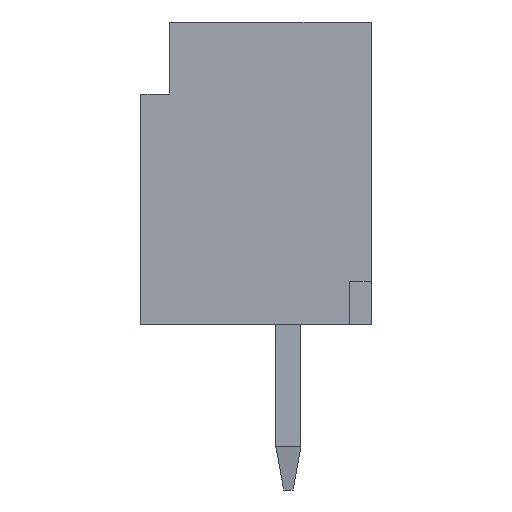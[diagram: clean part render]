
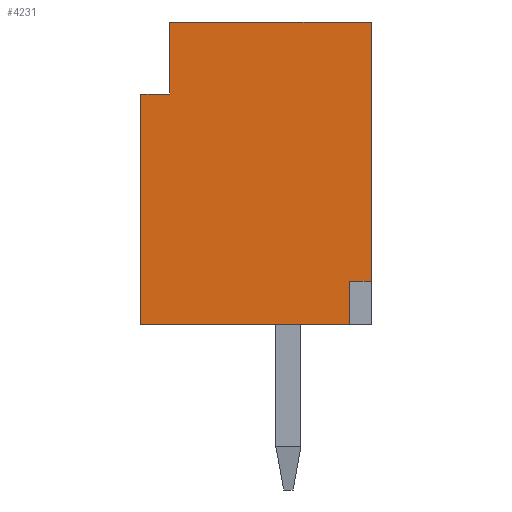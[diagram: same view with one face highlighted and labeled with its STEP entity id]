
A CAD part, left-side view. The second image highlights one B-rep face of the part: STEP entity #4231.
In plain terms, the highlighted planar face has unit normal (-1, 0, 0).
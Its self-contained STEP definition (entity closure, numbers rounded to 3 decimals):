
#111 = PLANE('',#112);
#112 = AXIS2_PLACEMENT_3D('',#113,#114,#115);
#113 = CARTESIAN_POINT('',(6.5,-1.15,0.));
#114 = DIRECTION('',(0.,-1.,0.));
#115 = DIRECTION('',(0.,0.,1.));
#139 = PLANE('',#140);
#140 = AXIS2_PLACEMENT_3D('',#141,#142,#143);
#141 = CARTESIAN_POINT('',(6.5,-1.15,4.2));
#142 = DIRECTION('',(0.,0.,1.));
#143 = DIRECTION('',(0.,1.,0.));
#223 = PLANE('',#224);
#224 = AXIS2_PLACEMENT_3D('',#225,#226,#227);
#225 = CARTESIAN_POINT('',(6.5,2.05,4.2));
#226 = DIRECTION('',(0.,1.,0.));
#227 = DIRECTION('',(0.,0.,-1.));
#883 = PLANE('',#884);
#884 = AXIS2_PLACEMENT_3D('',#885,#886,#887);
#885 = CARTESIAN_POINT('',(6.5,2.05,0.));
#886 = DIRECTION('',(0.,0.,-1.));
#887 = DIRECTION('',(0.,-1.,0.));
#924 = VERTEX_POINT('',#925);
#925 = CARTESIAN_POINT('',(-1.5,-1.15,0.6));
#939 = PLANE('',#940);
#940 = AXIS2_PLACEMENT_3D('',#941,#942,#943);
#941 = CARTESIAN_POINT('',(-0.925,-1.15,0.6));
#942 = DIRECTION('',(0.,0.,1.));
#943 = DIRECTION('',(-1.,0.,0.));
#951 = EDGE_CURVE('',#924,#952,#954,.T.);
#952 = VERTEX_POINT('',#953);
#953 = CARTESIAN_POINT('',(-1.5,-1.15,4.2));
#954 = SURFACE_CURVE('',#955,(#959,#966),.PCURVE_S1.);
#955 = LINE('',#956,#957);
#956 = CARTESIAN_POINT('',(-1.5,-1.15,0.6));
#957 = VECTOR('',#958,1.);
#958 = DIRECTION('',(0.,0.,1.));
#959 = PCURVE('',#111,#960);
#960 = DEFINITIONAL_REPRESENTATION('',(#961),#965);
#961 = LINE('',#962,#963);
#962 = CARTESIAN_POINT('',(0.6,8.));
#963 = VECTOR('',#964,1.);
#964 = DIRECTION('',(1.,0.));
#965 = ( GEOMETRIC_REPRESENTATION_CONTEXT(2) 
PARAMETRIC_REPRESENTATION_CONTEXT() REPRESENTATION_CONTEXT('2D SPACE',''
  ) );
#966 = PCURVE('',#967,#972);
#967 = PLANE('',#968);
#968 = AXIS2_PLACEMENT_3D('',#969,#970,#971);
#969 = CARTESIAN_POINT('',(-1.5,0.45,2.1));
#970 = DIRECTION('',(-1.,0.,0.));
#971 = DIRECTION('',(0.,0.,-1.));
#972 = DEFINITIONAL_REPRESENTATION('',(#973),#977);
#973 = LINE('',#974,#975);
#974 = CARTESIAN_POINT('',(1.5,1.6));
#975 = VECTOR('',#976,1.);
#976 = DIRECTION('',(-1.,0.));
#977 = ( GEOMETRIC_REPRESENTATION_CONTEXT(2) 
PARAMETRIC_REPRESENTATION_CONTEXT() REPRESENTATION_CONTEXT('2D SPACE',''
  ) );
#1610 = EDGE_CURVE('',#952,#1611,#1613,.T.);
#1611 = VERTEX_POINT('',#1612);
#1612 = CARTESIAN_POINT('',(-1.5,1.65,4.2));
#1613 = SURFACE_CURVE('',#1614,(#1618,#1625),.PCURVE_S1.);
#1614 = LINE('',#1615,#1616);
#1615 = CARTESIAN_POINT('',(-1.5,-1.15,4.2));
#1616 = VECTOR('',#1617,1.);
#1617 = DIRECTION('',(0.,1.,0.));
#1618 = PCURVE('',#139,#1619);
#1619 = DEFINITIONAL_REPRESENTATION('',(#1620),#1624);
#1620 = LINE('',#1621,#1622);
#1621 = CARTESIAN_POINT('',(0.,8.));
#1622 = VECTOR('',#1623,1.);
#1623 = DIRECTION('',(1.,0.));
#1624 = ( GEOMETRIC_REPRESENTATION_CONTEXT(2) 
PARAMETRIC_REPRESENTATION_CONTEXT() REPRESENTATION_CONTEXT('2D SPACE',''
  ) );
#1625 = PCURVE('',#967,#1626);
#1626 = DEFINITIONAL_REPRESENTATION('',(#1627),#1631);
#1627 = LINE('',#1628,#1629);
#1628 = CARTESIAN_POINT('',(-2.1,1.6));
#1629 = VECTOR('',#1630,1.);
#1630 = DIRECTION('',(0.,-1.));
#1631 = ( GEOMETRIC_REPRESENTATION_CONTEXT(2) 
PARAMETRIC_REPRESENTATION_CONTEXT() REPRESENTATION_CONTEXT('2D SPACE',''
  ) );
#1649 = PLANE('',#1650);
#1650 = AXIS2_PLACEMENT_3D('',#1651,#1652,#1653);
#1651 = CARTESIAN_POINT('',(5.9,1.65,4.2));
#1652 = DIRECTION('',(0.,1.,0.));
#1653 = DIRECTION('',(-1.,0.,0.));
#2079 = VERTEX_POINT('',#2080);
#2080 = CARTESIAN_POINT('',(-1.5,2.05,3.2));
#2094 = PLANE('',#2095);
#2095 = AXIS2_PLACEMENT_3D('',#2096,#2097,#2098);
#2096 = CARTESIAN_POINT('',(-0.55,2.05,3.2));
#2097 = DIRECTION('',(0.,0.,-1.));
#2098 = DIRECTION('',(-1.,0.,0.));
#2106 = EDGE_CURVE('',#2079,#2107,#2109,.T.);
#2107 = VERTEX_POINT('',#2108);
#2108 = CARTESIAN_POINT('',(-1.5,2.05,0.));
#2109 = SURFACE_CURVE('',#2110,(#2114,#2121),.PCURVE_S1.);
#2110 = LINE('',#2111,#2112);
#2111 = CARTESIAN_POINT('',(-1.5,2.05,3.2));
#2112 = VECTOR('',#2113,1.);
#2113 = DIRECTION('',(0.,0.,-1.));
#2114 = PCURVE('',#223,#2115);
#2115 = DEFINITIONAL_REPRESENTATION('',(#2116),#2120);
#2116 = LINE('',#2117,#2118);
#2117 = CARTESIAN_POINT('',(1.,8.));
#2118 = VECTOR('',#2119,1.);
#2119 = DIRECTION('',(1.,0.));
#2120 = ( GEOMETRIC_REPRESENTATION_CONTEXT(2) 
PARAMETRIC_REPRESENTATION_CONTEXT() REPRESENTATION_CONTEXT('2D SPACE',''
  ) );
#2121 = PCURVE('',#967,#2122);
#2122 = DEFINITIONAL_REPRESENTATION('',(#2123),#2127);
#2123 = LINE('',#2124,#2125);
#2124 = CARTESIAN_POINT('',(-1.1,-1.6));
#2125 = VECTOR('',#2126,1.);
#2126 = DIRECTION('',(1.,0.));
#2127 = ( GEOMETRIC_REPRESENTATION_CONTEXT(2) 
PARAMETRIC_REPRESENTATION_CONTEXT() REPRESENTATION_CONTEXT('2D SPACE',''
  ) );
#4061 = EDGE_CURVE('',#2107,#4062,#4064,.T.);
#4062 = VERTEX_POINT('',#4063);
#4063 = CARTESIAN_POINT('',(-1.5,-0.85,0.));
#4064 = SURFACE_CURVE('',#4065,(#4069,#4076),.PCURVE_S1.);
#4065 = LINE('',#4066,#4067);
#4066 = CARTESIAN_POINT('',(-1.5,2.05,0.));
#4067 = VECTOR('',#4068,1.);
#4068 = DIRECTION('',(0.,-1.,0.));
#4069 = PCURVE('',#883,#4070);
#4070 = DEFINITIONAL_REPRESENTATION('',(#4071),#4075);
#4071 = LINE('',#4072,#4073);
#4072 = CARTESIAN_POINT('',(0.,8.));
#4073 = VECTOR('',#4074,1.);
#4074 = DIRECTION('',(1.,0.));
#4075 = ( GEOMETRIC_REPRESENTATION_CONTEXT(2) 
PARAMETRIC_REPRESENTATION_CONTEXT() REPRESENTATION_CONTEXT('2D SPACE',''
  ) );
#4076 = PCURVE('',#967,#4077);
#4077 = DEFINITIONAL_REPRESENTATION('',(#4078),#4082);
#4078 = LINE('',#4079,#4080);
#4079 = CARTESIAN_POINT('',(2.1,-1.6));
#4080 = VECTOR('',#4081,1.);
#4081 = DIRECTION('',(0.,1.));
#4082 = ( GEOMETRIC_REPRESENTATION_CONTEXT(2) 
PARAMETRIC_REPRESENTATION_CONTEXT() REPRESENTATION_CONTEXT('2D SPACE',''
  ) );
#4100 = PLANE('',#4101);
#4101 = AXIS2_PLACEMENT_3D('',#4102,#4103,#4104);
#4102 = CARTESIAN_POINT('',(6.5,-0.85,0.));
#4103 = DIRECTION('',(0.,-1.,0.));
#4104 = DIRECTION('',(1.,0.,0.));
#4186 = EDGE_CURVE('',#924,#4187,#4189,.T.);
#4187 = VERTEX_POINT('',#4188);
#4188 = CARTESIAN_POINT('',(-1.5,-0.85,0.6));
#4189 = SURFACE_CURVE('',#4190,(#4194,#4201),.PCURVE_S1.);
#4190 = LINE('',#4191,#4192);
#4191 = CARTESIAN_POINT('',(-1.5,-1.15,0.6));
#4192 = VECTOR('',#4193,1.);
#4193 = DIRECTION('',(0.,1.,0.));
#4194 = PCURVE('',#939,#4195);
#4195 = DEFINITIONAL_REPRESENTATION('',(#4196),#4200);
#4196 = LINE('',#4197,#4198);
#4197 = CARTESIAN_POINT('',(0.575,0.));
#4198 = VECTOR('',#4199,1.);
#4199 = DIRECTION('',(0.,-1.));
#4200 = ( GEOMETRIC_REPRESENTATION_CONTEXT(2) 
PARAMETRIC_REPRESENTATION_CONTEXT() REPRESENTATION_CONTEXT('2D SPACE',''
  ) );
#4201 = PCURVE('',#967,#4202);
#4202 = DEFINITIONAL_REPRESENTATION('',(#4203),#4207);
#4203 = LINE('',#4204,#4205);
#4204 = CARTESIAN_POINT('',(1.5,1.6));
#4205 = VECTOR('',#4206,1.);
#4206 = DIRECTION('',(0.,-1.));
#4207 = ( GEOMETRIC_REPRESENTATION_CONTEXT(2) 
PARAMETRIC_REPRESENTATION_CONTEXT() REPRESENTATION_CONTEXT('2D SPACE',''
  ) );
#4231 = ADVANCED_FACE('',(#4232),#967,.T.);
#4232 = FACE_BOUND('',#4233,.F.);
#4233 = EDGE_LOOP('',(#4234,#4235,#4236,#4257,#4258,#4259,#4282,#4303));
#4234 = ORIENTED_EDGE('',*,*,#951,.F.);
#4235 = ORIENTED_EDGE('',*,*,#4186,.T.);
#4236 = ORIENTED_EDGE('',*,*,#4237,.F.);
#4237 = EDGE_CURVE('',#4062,#4187,#4238,.T.);
#4238 = SURFACE_CURVE('',#4239,(#4243,#4250),.PCURVE_S1.);
#4239 = LINE('',#4240,#4241);
#4240 = CARTESIAN_POINT('',(-1.5,-0.85,0.));
#4241 = VECTOR('',#4242,1.);
#4242 = DIRECTION('',(0.,0.,1.));
#4243 = PCURVE('',#967,#4244);
#4244 = DEFINITIONAL_REPRESENTATION('',(#4245),#4249);
#4245 = LINE('',#4246,#4247);
#4246 = CARTESIAN_POINT('',(2.1,1.3));
#4247 = VECTOR('',#4248,1.);
#4248 = DIRECTION('',(-1.,0.));
#4249 = ( GEOMETRIC_REPRESENTATION_CONTEXT(2) 
PARAMETRIC_REPRESENTATION_CONTEXT() REPRESENTATION_CONTEXT('2D SPACE',''
  ) );
#4250 = PCURVE('',#4100,#4251);
#4251 = DEFINITIONAL_REPRESENTATION('',(#4252),#4256);
#4252 = LINE('',#4253,#4254);
#4253 = CARTESIAN_POINT('',(-8.,0.));
#4254 = VECTOR('',#4255,1.);
#4255 = DIRECTION('',(0.,1.));
#4256 = ( GEOMETRIC_REPRESENTATION_CONTEXT(2) 
PARAMETRIC_REPRESENTATION_CONTEXT() REPRESENTATION_CONTEXT('2D SPACE',''
  ) );
#4257 = ORIENTED_EDGE('',*,*,#4061,.F.);
#4258 = ORIENTED_EDGE('',*,*,#2106,.F.);
#4259 = ORIENTED_EDGE('',*,*,#4260,.T.);
#4260 = EDGE_CURVE('',#2079,#4261,#4263,.T.);
#4261 = VERTEX_POINT('',#4262);
#4262 = CARTESIAN_POINT('',(-1.5,1.65,3.2));
#4263 = SURFACE_CURVE('',#4264,(#4268,#4275),.PCURVE_S1.);
#4264 = LINE('',#4265,#4266);
#4265 = CARTESIAN_POINT('',(-1.5,2.05,3.2));
#4266 = VECTOR('',#4267,1.);
#4267 = DIRECTION('',(0.,-1.,0.));
#4268 = PCURVE('',#967,#4269);
#4269 = DEFINITIONAL_REPRESENTATION('',(#4270),#4274);
#4270 = LINE('',#4271,#4272);
#4271 = CARTESIAN_POINT('',(-1.1,-1.6));
#4272 = VECTOR('',#4273,1.);
#4273 = DIRECTION('',(0.,1.));
#4274 = ( GEOMETRIC_REPRESENTATION_CONTEXT(2) 
PARAMETRIC_REPRESENTATION_CONTEXT() REPRESENTATION_CONTEXT('2D SPACE',''
  ) );
#4275 = PCURVE('',#2094,#4276);
#4276 = DEFINITIONAL_REPRESENTATION('',(#4277),#4281);
#4277 = LINE('',#4278,#4279);
#4278 = CARTESIAN_POINT('',(0.95,0.));
#4279 = VECTOR('',#4280,1.);
#4280 = DIRECTION('',(0.,-1.));
#4281 = ( GEOMETRIC_REPRESENTATION_CONTEXT(2) 
PARAMETRIC_REPRESENTATION_CONTEXT() REPRESENTATION_CONTEXT('2D SPACE',''
  ) );
#4282 = ORIENTED_EDGE('',*,*,#4283,.F.);
#4283 = EDGE_CURVE('',#1611,#4261,#4284,.T.);
#4284 = SURFACE_CURVE('',#4285,(#4289,#4296),.PCURVE_S1.);
#4285 = LINE('',#4286,#4287);
#4286 = CARTESIAN_POINT('',(-1.5,1.65,4.2));
#4287 = VECTOR('',#4288,1.);
#4288 = DIRECTION('',(0.,0.,-1.));
#4289 = PCURVE('',#967,#4290);
#4290 = DEFINITIONAL_REPRESENTATION('',(#4291),#4295);
#4291 = LINE('',#4292,#4293);
#4292 = CARTESIAN_POINT('',(-2.1,-1.2));
#4293 = VECTOR('',#4294,1.);
#4294 = DIRECTION('',(1.,0.));
#4295 = ( GEOMETRIC_REPRESENTATION_CONTEXT(2) 
PARAMETRIC_REPRESENTATION_CONTEXT() REPRESENTATION_CONTEXT('2D SPACE',''
  ) );
#4296 = PCURVE('',#1649,#4297);
#4297 = DEFINITIONAL_REPRESENTATION('',(#4298),#4302);
#4298 = LINE('',#4299,#4300);
#4299 = CARTESIAN_POINT('',(7.4,0.));
#4300 = VECTOR('',#4301,1.);
#4301 = DIRECTION('',(0.,-1.));
#4302 = ( GEOMETRIC_REPRESENTATION_CONTEXT(2) 
PARAMETRIC_REPRESENTATION_CONTEXT() REPRESENTATION_CONTEXT('2D SPACE',''
  ) );
#4303 = ORIENTED_EDGE('',*,*,#1610,.F.);
